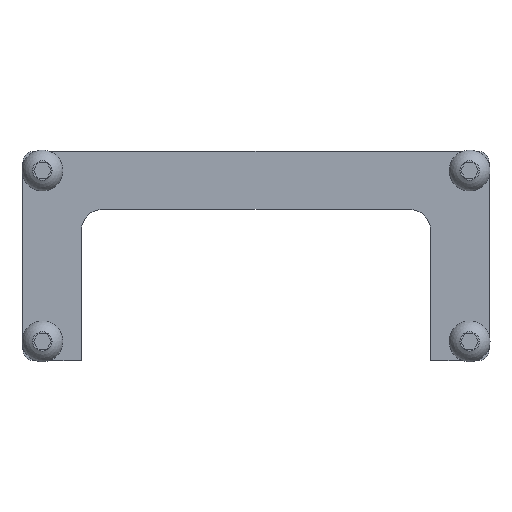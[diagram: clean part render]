
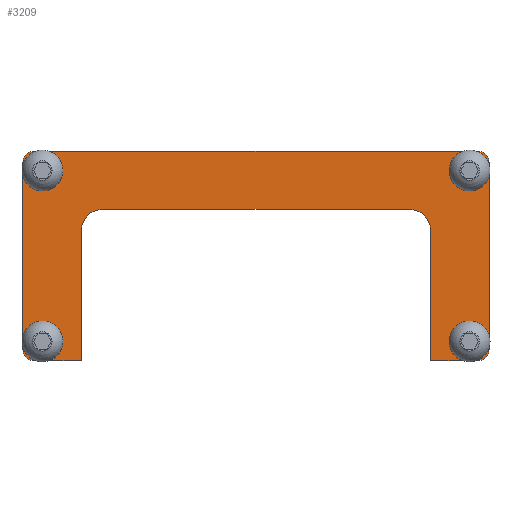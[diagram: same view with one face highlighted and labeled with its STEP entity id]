
A CAD part, top view. The second image highlights one B-rep face of the part: STEP entity #3209.
In plain terms, the highlighted planar face has unit normal (0, 0, 1).
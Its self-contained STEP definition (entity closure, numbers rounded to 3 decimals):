
#1649=CIRCLE('',#3030,5.5);
#1650=CIRCLE('',#3031,5.5);
#1651=CIRCLE('',#3032,3.);
#1652=CIRCLE('',#3033,3.);
#1653=CIRCLE('',#3034,3.);
#1654=CIRCLE('',#3035,3.);
#1655=CIRCLE('',#3036,3.25);
#1656=CIRCLE('',#3037,3.25);
#1657=CIRCLE('',#3038,3.25);
#1658=CIRCLE('',#3039,3.25);
#1693=ORIENTED_EDGE('',*,*,#2297,.T.);
#1694=ORIENTED_EDGE('',*,*,#2298,.T.);
#1695=ORIENTED_EDGE('',*,*,#2299,.T.);
#1696=ORIENTED_EDGE('',*,*,#2300,.T.);
#1697=ORIENTED_EDGE('',*,*,#2301,.T.);
#1698=ORIENTED_EDGE('',*,*,#2302,.T.);
#1699=ORIENTED_EDGE('',*,*,#2303,.T.);
#1700=ORIENTED_EDGE('',*,*,#2304,.T.);
#1701=ORIENTED_EDGE('',*,*,#2305,.T.);
#1702=ORIENTED_EDGE('',*,*,#2306,.T.);
#1703=ORIENTED_EDGE('',*,*,#2307,.T.);
#1704=ORIENTED_EDGE('',*,*,#2308,.T.);
#1705=ORIENTED_EDGE('',*,*,#2309,.T.);
#1706=ORIENTED_EDGE('',*,*,#2310,.T.);
#1707=ORIENTED_EDGE('',*,*,#2311,.T.);
#1708=ORIENTED_EDGE('',*,*,#2312,.T.);
#1709=ORIENTED_EDGE('',*,*,#2313,.T.);
#1710=ORIENTED_EDGE('',*,*,#2314,.T.);
#1985=VECTOR('',#2669,1.);
#1986=VECTOR('',#2670,1.);
#1987=VECTOR('',#2673,1.);
#1988=VECTOR('',#2676,1.);
#1989=VECTOR('',#2677,1.);
#1990=VECTOR('',#2680,1.);
#1991=VECTOR('',#2683,1.);
#1992=VECTOR('',#2686,1.);
#2087=LINE('',#3295,#1985);
#2088=LINE('',#3297,#1986);
#2089=LINE('',#3301,#1987);
#2090=LINE('',#3305,#1988);
#2091=LINE('',#3307,#1989);
#2092=LINE('',#3311,#1990);
#2093=LINE('',#3315,#1991);
#2094=LINE('',#3319,#1992);
#2189=VERTEX_POINT('',#3293);
#2190=VERTEX_POINT('',#3294);
#2191=VERTEX_POINT('',#3296);
#2192=VERTEX_POINT('',#3298);
#2193=VERTEX_POINT('',#3300);
#2194=VERTEX_POINT('',#3302);
#2195=VERTEX_POINT('',#3304);
#2196=VERTEX_POINT('',#3306);
#2197=VERTEX_POINT('',#3308);
#2198=VERTEX_POINT('',#3310);
#2199=VERTEX_POINT('',#3312);
#2200=VERTEX_POINT('',#3314);
#2201=VERTEX_POINT('',#3316);
#2202=VERTEX_POINT('',#3318);
#2203=VERTEX_POINT('',#3321);
#2204=VERTEX_POINT('',#3323);
#2205=VERTEX_POINT('',#3325);
#2206=VERTEX_POINT('',#3327);
#2297=EDGE_CURVE('',#2189,#2190,#2087,.T.);
#2298=EDGE_CURVE('',#2190,#2191,#2088,.T.);
#2299=EDGE_CURVE('',#2191,#2192,#1649,.T.);
#2300=EDGE_CURVE('',#2192,#2193,#2089,.T.);
#2301=EDGE_CURVE('',#2193,#2194,#1650,.T.);
#2302=EDGE_CURVE('',#2194,#2195,#2090,.T.);
#2303=EDGE_CURVE('',#2195,#2196,#2091,.T.);
#2304=EDGE_CURVE('',#2196,#2197,#1651,.T.);
#2305=EDGE_CURVE('',#2197,#2198,#2092,.T.);
#2306=EDGE_CURVE('',#2198,#2199,#1652,.T.);
#2307=EDGE_CURVE('',#2199,#2200,#2093,.T.);
#2308=EDGE_CURVE('',#2200,#2201,#1653,.T.);
#2309=EDGE_CURVE('',#2201,#2202,#2094,.T.);
#2310=EDGE_CURVE('',#2202,#2189,#1654,.T.);
#2311=EDGE_CURVE('',#2203,#2203,#1655,.T.);
#2312=EDGE_CURVE('',#2204,#2204,#1656,.T.);
#2313=EDGE_CURVE('',#2205,#2205,#1657,.T.);
#2314=EDGE_CURVE('',#2206,#2206,#1658,.T.);
#2443=EDGE_LOOP('',(#1693,#1694,#1695,#1696,#1697,#1698,#1699,#1700,#1701,
#1702,#1703,#1704,#1705,#1706));
#2444=EDGE_LOOP('',(#1707));
#2445=EDGE_LOOP('',(#1708));
#2446=EDGE_LOOP('',(#1709));
#2447=EDGE_LOOP('',(#1710));
#2555=FACE_BOUND('',#2443,.T.);
#2556=FACE_BOUND('',#2444,.T.);
#2557=FACE_BOUND('',#2445,.T.);
#2558=FACE_BOUND('',#2446,.T.);
#2559=FACE_BOUND('',#2447,.T.);
#2667=DIRECTION('',(0.,0.,1.));
#2668=DIRECTION('',(0.,-1.,0.));
#2669=DIRECTION('',(12.,0.,0.));
#2670=DIRECTION('',(0.,33.5,0.));
#2671=DIRECTION('',(0.,0.,-1.));
#2672=DIRECTION('',(0.,5.5,0.));
#2673=DIRECTION('',(79.,0.,0.));
#2674=DIRECTION('',(0.,0.,-1.));
#2675=DIRECTION('',(5.5,0.,0.));
#2676=DIRECTION('',(0.,-33.5,0.));
#2677=DIRECTION('',(12.,0.,0.));
#2678=DIRECTION('',(0.,0.,1.));
#2679=DIRECTION('',(3.,0.,0.));
#2680=DIRECTION('',(0.,48.,0.));
#2681=DIRECTION('',(0.,0.,1.));
#2682=DIRECTION('',(0.,3.,0.));
#2683=DIRECTION('',(-114.,0.,0.));
#2684=DIRECTION('',(0.,0.,1.));
#2685=DIRECTION('',(-3.,0.,0.));
#2686=DIRECTION('',(0.,-48.,0.));
#2687=DIRECTION('',(0.,0.,1.));
#2688=DIRECTION('',(0.,-3.,0.));
#2689=DIRECTION('',(0.,0.,-1.));
#2690=DIRECTION('',(0.,-3.25,0.));
#2691=DIRECTION('',(0.,0.,-1.));
#2692=DIRECTION('',(0.,-3.25,0.));
#2693=DIRECTION('',(0.,0.,-1.));
#2694=DIRECTION('',(0.,-3.25,0.));
#2695=DIRECTION('',(0.,0.,-1.));
#2696=DIRECTION('',(0.,-3.25,0.));
#3029=AXIS2_PLACEMENT_3D('',#3292,#2667,#2668);
#3030=AXIS2_PLACEMENT_3D('',#3299,#2671,#2672);
#3031=AXIS2_PLACEMENT_3D('',#3303,#2674,#2675);
#3032=AXIS2_PLACEMENT_3D('',#3309,#2678,#2679);
#3033=AXIS2_PLACEMENT_3D('',#3313,#2681,#2682);
#3034=AXIS2_PLACEMENT_3D('',#3317,#2684,#2685);
#3035=AXIS2_PLACEMENT_3D('',#3320,#2687,#2688);
#3036=AXIS2_PLACEMENT_3D('',#3322,#2689,#2690);
#3037=AXIS2_PLACEMENT_3D('',#3324,#2691,#2692);
#3038=AXIS2_PLACEMENT_3D('',#3326,#2693,#2694);
#3039=AXIS2_PLACEMENT_3D('',#3328,#2695,#2696);
#3159=PLANE('',#3029);
#3209=ADVANCED_FACE('',(#2555,#2556,#2557,#2558,#2559),#3159,.T.);
#3292=CARTESIAN_POINT('',(149.,-52.25,3.));
#3293=CARTESIAN_POINT('',(147.,-54.,3.));
#3294=CARTESIAN_POINT('',(159.,-54.,3.));
#3295=CARTESIAN_POINT('',(147.,-54.,3.));
#3296=CARTESIAN_POINT('',(159.,-20.5,3.));
#3297=CARTESIAN_POINT('',(159.,-54.,3.));
#3298=CARTESIAN_POINT('',(164.5,-15.,3.));
#3299=CARTESIAN_POINT('',(164.5,-20.5,3.));
#3300=CARTESIAN_POINT('',(243.5,-15.,3.));
#3301=CARTESIAN_POINT('',(164.5,-15.,3.));
#3302=CARTESIAN_POINT('',(249.,-20.5,3.));
#3303=CARTESIAN_POINT('',(243.5,-20.5,3.));
#3304=CARTESIAN_POINT('',(249.,-54.,3.));
#3305=CARTESIAN_POINT('',(249.,-20.5,3.));
#3306=CARTESIAN_POINT('',(261.,-54.,3.));
#3307=CARTESIAN_POINT('',(249.,-54.,3.));
#3308=CARTESIAN_POINT('',(264.,-51.,3.));
#3309=CARTESIAN_POINT('',(261.,-51.,3.));
#3310=CARTESIAN_POINT('',(264.,-3.,3.));
#3311=CARTESIAN_POINT('',(264.,-51.,3.));
#3312=CARTESIAN_POINT('',(261.,0.,3.));
#3313=CARTESIAN_POINT('',(261.,-3.,3.));
#3314=CARTESIAN_POINT('',(147.,0.,3.));
#3315=CARTESIAN_POINT('',(261.,0.,3.));
#3316=CARTESIAN_POINT('',(144.,-3.,3.));
#3317=CARTESIAN_POINT('',(147.,-3.,3.));
#3318=CARTESIAN_POINT('',(144.,-51.,3.));
#3319=CARTESIAN_POINT('',(144.,-3.,3.));
#3320=CARTESIAN_POINT('',(147.,-51.,3.));
#3321=CARTESIAN_POINT('',(259.,-52.25,3.));
#3322=CARTESIAN_POINT('',(259.,-49.,3.));
#3323=CARTESIAN_POINT('',(259.,-8.25,3.));
#3324=CARTESIAN_POINT('',(259.,-5.,3.));
#3325=CARTESIAN_POINT('',(149.,-8.25,3.));
#3326=CARTESIAN_POINT('',(149.,-5.,3.));
#3327=CARTESIAN_POINT('',(149.,-52.25,3.));
#3328=CARTESIAN_POINT('',(149.,-49.,3.));
